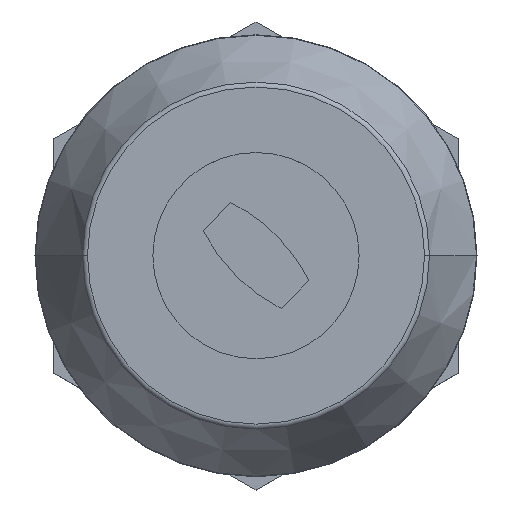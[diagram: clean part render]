
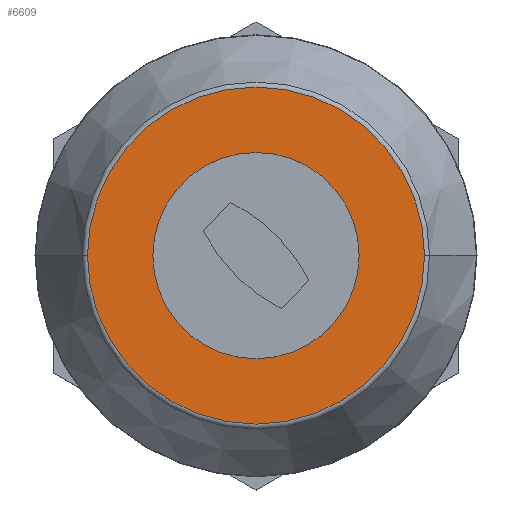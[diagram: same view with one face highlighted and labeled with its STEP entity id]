
A CAD part, top view. The second image highlights one B-rep face of the part: STEP entity #6609.
In plain terms, the highlighted planar face has unit normal (0, 0, 1).
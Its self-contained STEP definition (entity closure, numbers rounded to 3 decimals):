
#490 = CARTESIAN_POINT ( 'NONE',  ( 9.15, 0., 0. ) ) ;
#505 = DIRECTION ( 'NONE',  ( 0., 0., 1. ) ) ;
#551 = DIRECTION ( 'NONE',  ( 0., 0., 1. ) ) ;
#692 = VERTEX_POINT ( 'NONE', #4028 ) ;
#824 = AXIS2_PLACEMENT_3D ( 'NONE', #4633, #6476, #2835 ) ;
#1734 = VERTEX_POINT ( 'NONE', #3667 ) ;
#1912 = DIRECTION ( 'NONE',  ( 0., 0., 1. ) ) ;
#1948 = FACE_BOUND ( 'NONE', #7353, .T. ) ;
#1972 = CIRCLE ( 'NONE', #6159, 9.15 ) ;
#2151 = ORIENTED_EDGE ( 'NONE', *, *, #4144, .T. ) ;
#2231 = CIRCLE ( 'NONE', #6508, 5.6 ) ;
#2440 = EDGE_CURVE ( 'NONE', #692, #4270, #1972, .T. ) ;
#2651 = AXIS2_PLACEMENT_3D ( 'NONE', #5506, #3107, #5406 ) ;
#2835 = DIRECTION ( 'NONE',  ( -1., 0., 0. ) ) ;
#3053 = CARTESIAN_POINT ( 'NONE',  ( 0., 0., 0. ) ) ;
#3107 = DIRECTION ( 'NONE',  ( 0., 0., 1. ) ) ;
#3140 = CIRCLE ( 'NONE', #2651, 9.15 ) ;
#3164 = EDGE_CURVE ( 'NONE', #5323, #1734, #3441, .T. ) ;
#3274 = ORIENTED_EDGE ( 'NONE', *, *, #2440, .T. ) ;
#3441 = CIRCLE ( 'NONE', #6417, 5.6 ) ;
#3667 = CARTESIAN_POINT ( 'NONE',  ( 5.6, 0., 0. ) ) ;
#4028 = CARTESIAN_POINT ( 'NONE',  ( -9.15, 0., 0. ) ) ;
#4033 = CARTESIAN_POINT ( 'NONE',  ( 0., 0., 0. ) ) ;
#4113 = DIRECTION ( 'NONE',  ( 1., 0., 0. ) ) ;
#4144 = EDGE_CURVE ( 'NONE', #4270, #692, #3140, .T. ) ;
#4270 = VERTEX_POINT ( 'NONE', #490 ) ;
#4405 = ORIENTED_EDGE ( 'NONE', *, *, #3164, .F. ) ;
#4633 = CARTESIAN_POINT ( 'NONE',  ( 0., 5.6, 0. ) ) ;
#4748 = EDGE_LOOP ( 'NONE', ( #3274, #2151 ) ) ;
#5077 = EDGE_CURVE ( 'NONE', #1734, #5323, #2231, .T. ) ;
#5104 = DIRECTION ( 'NONE',  ( 1., 0., 0. ) ) ;
#5323 = VERTEX_POINT ( 'NONE', #7327 ) ;
#5406 = DIRECTION ( 'NONE',  ( -1., 0., 0. ) ) ;
#5506 = CARTESIAN_POINT ( 'NONE',  ( 0., 0., 0. ) ) ;
#5822 = FACE_OUTER_BOUND ( 'NONE', #4748, .T. ) ;
#5881 = PLANE ( 'NONE',  #824 ) ;
#6028 = DIRECTION ( 'NONE',  ( -1., 0., 0. ) ) ;
#6159 = AXIS2_PLACEMENT_3D ( 'NONE', #3053, #1912, #6028 ) ;
#6417 = AXIS2_PLACEMENT_3D ( 'NONE', #4033, #551, #4113 ) ;
#6476 = DIRECTION ( 'NONE',  ( 0., 0., -1. ) ) ;
#6508 = AXIS2_PLACEMENT_3D ( 'NONE', #6938, #505, #5104 ) ;
#6609 = ADVANCED_FACE ( 'NONE', ( #5822, #1948 ), #5881, .F. ) ;
#6938 = CARTESIAN_POINT ( 'NONE',  ( 0., 0., 0. ) ) ;
#7047 = ORIENTED_EDGE ( 'NONE', *, *, #5077, .F. ) ;
#7327 = CARTESIAN_POINT ( 'NONE',  ( -5.6, 0., 0. ) ) ;
#7353 = EDGE_LOOP ( 'NONE', ( #7047, #4405 ) ) ;
